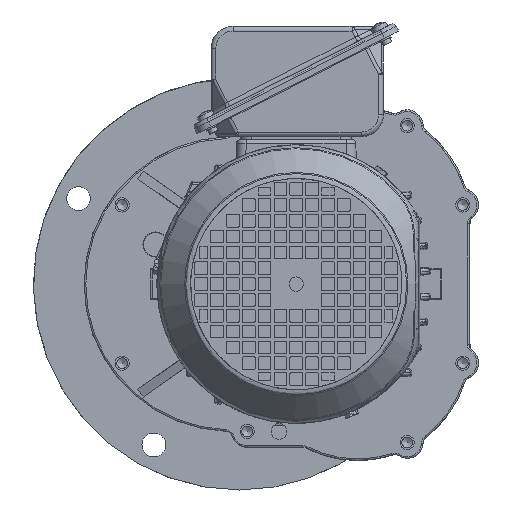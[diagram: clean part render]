
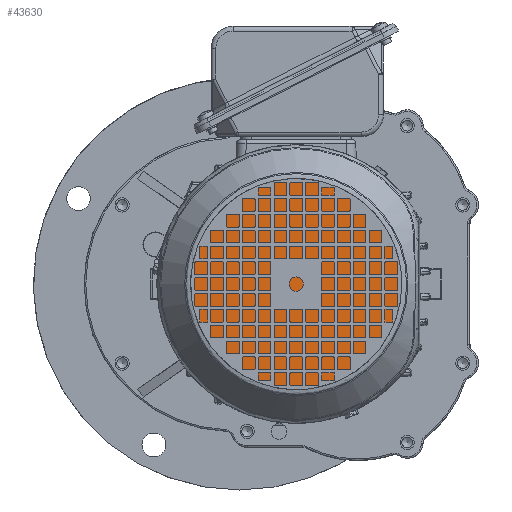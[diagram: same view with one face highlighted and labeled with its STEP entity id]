
A CAD part, left-side view. The second image highlights one B-rep face of the part: STEP entity #43630.
In plain terms, the highlighted planar face has unit normal (-1, 0, 0).
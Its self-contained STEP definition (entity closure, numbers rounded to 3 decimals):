
#10952 = PLANE ( 'NONE',  #92500 ) ;
#12055 = AXIS2_PLACEMENT_3D ( 'NONE', #98911, #136754, #40922 ) ;
#12194 = EDGE_LOOP ( 'NONE', ( #60049 ) ) ;
#36926 = FACE_OUTER_BOUND ( 'NONE', #12194, .T. ) ;
#37711 = DIRECTION ( 'NONE',  ( 0., 1., 0. ) ) ;
#40922 = DIRECTION ( 'NONE',  ( 0., -1., 0. ) ) ;
#43630 = ADVANCED_FACE ( 'NONE', ( #36926 ), #10952, .T. ) ;
#48714 = VERTEX_POINT ( 'NONE', #85540 ) ;
#60049 = ORIENTED_EDGE ( 'NONE', *, *, #140462, .T. ) ;
#85540 = CARTESIAN_POINT ( 'NONE',  ( -287.5, -107.891, 0. ) ) ;
#92500 = AXIS2_PLACEMENT_3D ( 'NONE', #133462, #145282, #37711 ) ;
#98911 = CARTESIAN_POINT ( 'NONE',  ( -287.5, -35.891, 0. ) ) ;
#133462 = CARTESIAN_POINT ( 'NONE',  ( -287.5, 34.359, 0. ) ) ;
#136754 = DIRECTION ( 'NONE',  ( -1., 0., 0. ) ) ;
#140462 = EDGE_CURVE ( 'NONE', #48714, #48714, #152477, .T. ) ;
#145282 = DIRECTION ( 'NONE',  ( -1., 0., 0. ) ) ;
#152477 = CIRCLE ( 'NONE', #12055, 72. ) ;
